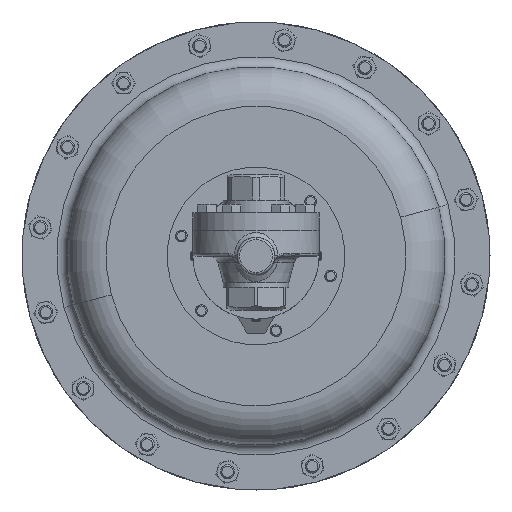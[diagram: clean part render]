
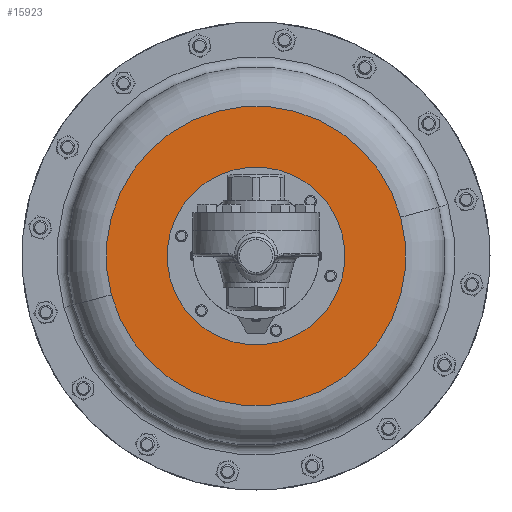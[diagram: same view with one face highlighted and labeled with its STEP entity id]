
A CAD part, front view. The second image highlights one B-rep face of the part: STEP entity #15923.
In plain terms, the highlighted planar face has unit normal (0, -1, 0).
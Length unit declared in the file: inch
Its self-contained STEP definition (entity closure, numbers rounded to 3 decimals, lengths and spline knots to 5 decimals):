
#451 = VERTEX_POINT ( 'NONE', #20947 ) ;
#1365 = DIRECTION ( 'NONE',  ( 0., 1., 0. ) ) ;
#1451 = AXIS2_PLACEMENT_3D ( 'NONE', #10767, #21606, #21740 ) ;
#2424 = EDGE_CURVE ( 'NONE', #451, #17278, #22477, .T. ) ;
#2718 = VERTEX_POINT ( 'NONE', #14919 ) ;
#3095 = EDGE_CURVE ( 'NONE', #5497, #2718, #13280, .T. ) ;
#4949 = DIRECTION ( 'NONE',  ( 0., 1., 0. ) ) ;
#5497 = VERTEX_POINT ( 'NONE', #18677 ) ;
#7559 = CARTESIAN_POINT ( 'NONE',  ( 2.46113, 9.24371, 2.9815 ) ) ;
#7614 = CARTESIAN_POINT ( 'NONE',  ( 3.4964, 9.24371, -0.8822 ) ) ;
#8302 = EDGE_CURVE ( 'NONE', #17278, #451, #15129, .T. ) ;
#9770 = DIRECTION ( 'NONE',  ( 0.707, 0., -0.707 ) ) ;
#10767 = CARTESIAN_POINT ( 'NONE',  ( 2.46113, 9.24371, 2.9815 ) ) ;
#11079 = ORIENTED_EDGE ( 'NONE', *, *, #8302, .T. ) ;
#11549 = FACE_OUTER_BOUND ( 'NONE', #17398, .T. ) ;
#11681 = EDGE_CURVE ( 'NONE', #2718, #5497, #20552, .T. ) ;
#11738 = AXIS2_PLACEMENT_3D ( 'NONE', #7559, #22839, #9770 ) ;
#12400 = ORIENTED_EDGE ( 'NONE', *, *, #2424, .T. ) ;
#13280 = CIRCLE ( 'NONE', #1451, 4. ) ;
#13575 = FACE_BOUND ( 'NONE', #26414, .T. ) ;
#13962 = AXIS2_PLACEMENT_3D ( 'NONE', #14364, #1365, #16580 ) ;
#14364 = CARTESIAN_POINT ( 'NONE',  ( 2.46113, 9.24371, 2.9815 ) ) ;
#14453 = DIRECTION ( 'NONE',  ( -0.966, 0., -0.259 ) ) ;
#14919 = CARTESIAN_POINT ( 'NONE',  ( 6.32483, 9.24371, 4.01678 ) ) ;
#15129 = CIRCLE ( 'NONE', #11738, 2.375 ) ;
#15923 = ADVANCED_FACE ( 'NONE', ( #11549, #13575 ), #25372, .T. ) ;
#16432 = AXIS2_PLACEMENT_3D ( 'NONE', #7614, #27547, #14453 ) ;
#16580 = DIRECTION ( 'NONE',  ( 0.966, 0., 0.259 ) ) ;
#17278 = VERTEX_POINT ( 'NONE', #18211 ) ;
#17398 = EDGE_LOOP ( 'NONE', ( #26715, #24149 ) ) ;
#17972 = CARTESIAN_POINT ( 'NONE',  ( 2.46113, 9.24371, 2.9815 ) ) ;
#18211 = CARTESIAN_POINT ( 'NONE',  ( 4.1405, 9.24371, 1.30212 ) ) ;
#18677 = CARTESIAN_POINT ( 'NONE',  ( -1.40258, 9.24371, 1.94623 ) ) ;
#19125 = AXIS2_PLACEMENT_3D ( 'NONE', #17972, #4949, #20171 ) ;
#20171 = DIRECTION ( 'NONE',  ( 0.707, 0., -0.707 ) ) ;
#20552 = CIRCLE ( 'NONE', #13962, 4. ) ;
#20947 = CARTESIAN_POINT ( 'NONE',  ( 0.78175, 9.24371, 4.66088 ) ) ;
#21606 = DIRECTION ( 'NONE',  ( 0., 1., 0. ) ) ;
#21740 = DIRECTION ( 'NONE',  ( 0.966, 0., 0.259 ) ) ;
#22477 = CIRCLE ( 'NONE', #19125, 2.375 ) ;
#22839 = DIRECTION ( 'NONE',  ( 0., 1., 0. ) ) ;
#24149 = ORIENTED_EDGE ( 'NONE', *, *, #3095, .F. ) ;
#25372 = PLANE ( 'NONE',  #16432 ) ;
#26414 = EDGE_LOOP ( 'NONE', ( #12400, #11079 ) ) ;
#26715 = ORIENTED_EDGE ( 'NONE', *, *, #11681, .F. ) ;
#27547 = DIRECTION ( 'NONE',  ( 0., -1., 0. ) ) ;
